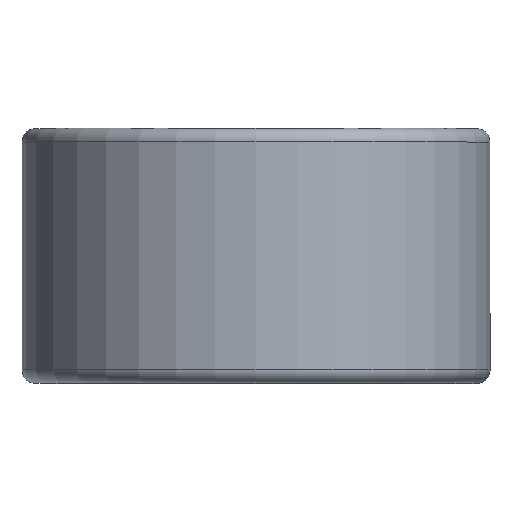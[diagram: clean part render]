
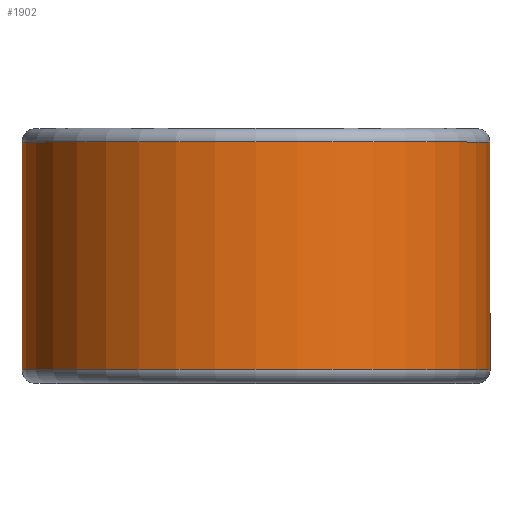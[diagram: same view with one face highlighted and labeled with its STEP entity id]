
A CAD part, top view. The second image highlights one B-rep face of the part: STEP entity #1902.
In plain terms, the highlighted cylindrical face has radius 13.119 mm (diameter 26.238 mm), a partial arc.
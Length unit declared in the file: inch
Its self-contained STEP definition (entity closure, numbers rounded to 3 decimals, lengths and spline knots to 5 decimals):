
#105 = ORIENTED_EDGE ( 'NONE', *, *, #800, .T. ) ;
#171 = VECTOR ( 'NONE', #650, 39.37008 ) ;
#183 = DIRECTION ( 'NONE',  ( 0., 0., -1. ) ) ;
#185 = ORIENTED_EDGE ( 'NONE', *, *, #784, .F. ) ;
#301 = AXIS2_PLACEMENT_3D ( 'NONE', #1980, #967, #2164 ) ;
#368 = EDGE_LOOP ( 'NONE', ( #105, #1631, #2370, #185 ) ) ;
#579 = EDGE_CURVE ( 'NONE', #1404, #1462, #1944, .T. ) ;
#650 = DIRECTION ( 'NONE',  ( 0., 1., 0. ) ) ;
#654 = CARTESIAN_POINT ( 'NONE',  ( 0., 0.25, 0. ) ) ;
#668 = VERTEX_POINT ( 'NONE', #1933 ) ;
#784 = EDGE_CURVE ( 'NONE', #2286, #1404, #1344, .T. ) ;
#800 = EDGE_CURVE ( 'NONE', #2286, #668, #1341, .T. ) ;
#816 = EDGE_CURVE ( 'NONE', #668, #1462, #1293, .T. ) ;
#842 = CARTESIAN_POINT ( 'NONE',  ( 0., 0.25125, -0.5165 ) ) ;
#957 = CARTESIAN_POINT ( 'NONE',  ( 0., 0.25125, -0.5165 ) ) ;
#967 = DIRECTION ( 'NONE',  ( 0., -1., 0. ) ) ;
#1187 = CARTESIAN_POINT ( 'NONE',  ( 0., 0.25125, 0. ) ) ;
#1224 = FACE_OUTER_BOUND ( 'NONE', #368, .T. ) ;
#1293 = CIRCLE ( 'NONE', #2321, 0.5165 ) ;
#1318 = VECTOR ( 'NONE', #1973, 39.37008 ) ;
#1336 = CARTESIAN_POINT ( 'NONE',  ( 0., -0.25125, -0.5165 ) ) ;
#1341 = LINE ( 'NONE', #2367, #1318 ) ;
#1344 = CIRCLE ( 'NONE', #301, 0.5165 ) ;
#1373 = DIRECTION ( 'NONE',  ( 0., 0., -1. ) ) ;
#1404 = VERTEX_POINT ( 'NONE', #1336 ) ;
#1462 = VERTEX_POINT ( 'NONE', #957 ) ;
#1587 = DIRECTION ( 'NONE',  ( 0., -1., 0. ) ) ;
#1618 = AXIS2_PLACEMENT_3D ( 'NONE', #654, #1587, #183 ) ;
#1631 = ORIENTED_EDGE ( 'NONE', *, *, #816, .T. ) ;
#1680 = CYLINDRICAL_SURFACE ( 'NONE', #1618, 0.5165 ) ;
#1800 = CARTESIAN_POINT ( 'NONE',  ( 0.5165, -0.25125, 0. ) ) ;
#1902 = ADVANCED_FACE ( 'NONE', ( #1224 ), #1680, .T. ) ;
#1933 = CARTESIAN_POINT ( 'NONE',  ( 0.5165, 0.25125, 0. ) ) ;
#1944 = LINE ( 'NONE', #842, #171 ) ;
#1973 = DIRECTION ( 'NONE',  ( 0., 1., 0. ) ) ;
#1980 = CARTESIAN_POINT ( 'NONE',  ( 0., -0.25125, 0. ) ) ;
#2164 = DIRECTION ( 'NONE',  ( 0., 0., -1. ) ) ;
#2286 = VERTEX_POINT ( 'NONE', #1800 ) ;
#2321 = AXIS2_PLACEMENT_3D ( 'NONE', #1187, #2377, #1373 ) ;
#2367 = CARTESIAN_POINT ( 'NONE',  ( 0.5165, 0.25125, 0. ) ) ;
#2370 = ORIENTED_EDGE ( 'NONE', *, *, #579, .F. ) ;
#2377 = DIRECTION ( 'NONE',  ( 0., -1., 0. ) ) ;
